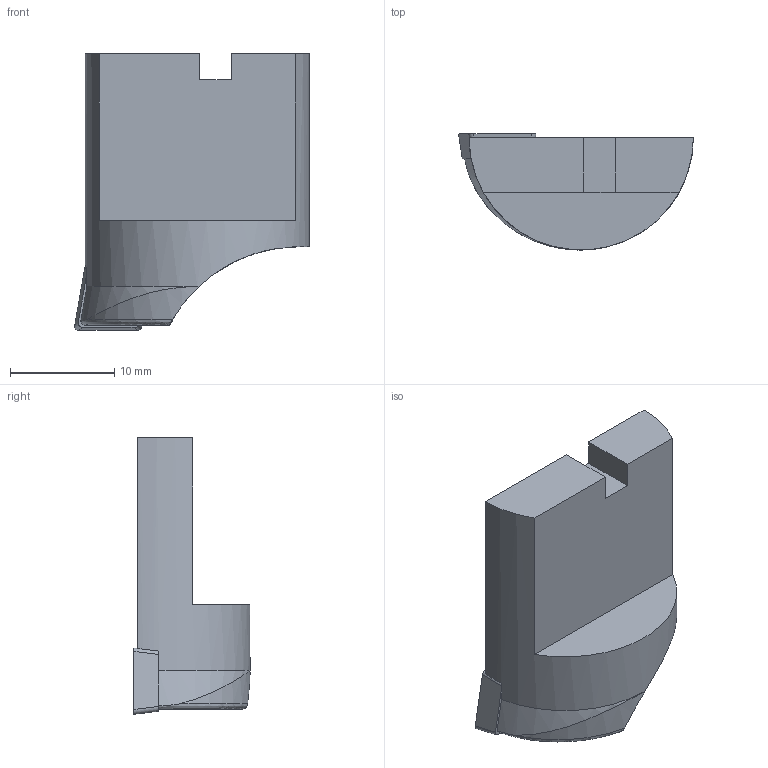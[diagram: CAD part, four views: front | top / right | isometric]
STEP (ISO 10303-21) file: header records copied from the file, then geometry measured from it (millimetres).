
FILE_DESCRIPTION(/* description */ (''),/* implementation_level */ '2;1');
FILE_NAME(/* name */ 'A75010CC0690.stp',/* time_stamp */ '2017-10-23T09:38:35+05:00',/* author */ (''),/* organization */ (''),/* preprocessor_version */ 'ST-DEVELOPER v16',/* originating_system */ 'SIEMENS PLM Software NX 11.0',/* authorisation */ '');
FILE_SCHEMA (('AUTOMOTIVE_DESIGN { 1 0 10303 214 3 1 1 1 }'));
Length unit declared in the file: millimetre
Products named in the file (1): A75010CC0690
Bounding box: 22.5 x 11.13 x 26.5 mm (x, y, z)
Volume: 2927.5 mm3; surface area: 1716.9 mm2
Topology: 2 solids, 2 shells, 30 faces, 78 edges, 52 vertices
Faces by surface type: plane 19, cylinder 8, cone 1, extrusion 1, bspline 1
Entity records: 1145 total; most frequent: CARTESIAN_POINT 341, ORIENTED_EDGE 156, DIRECTION 155, EDGE_CURVE 78, VERTEX_POINT 52, AXIS2_PLACEMENT_3D 52, VECTOR 51, LINE 50
